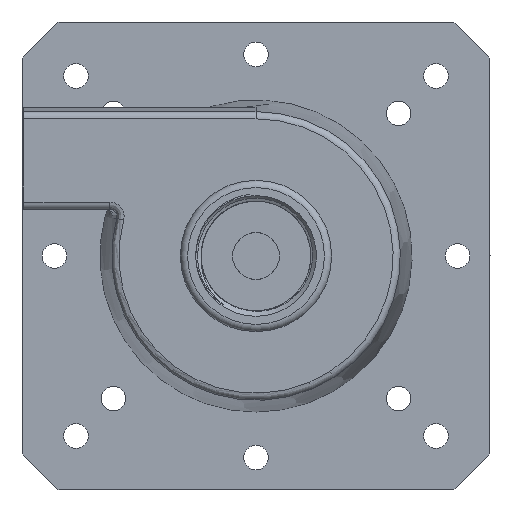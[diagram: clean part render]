
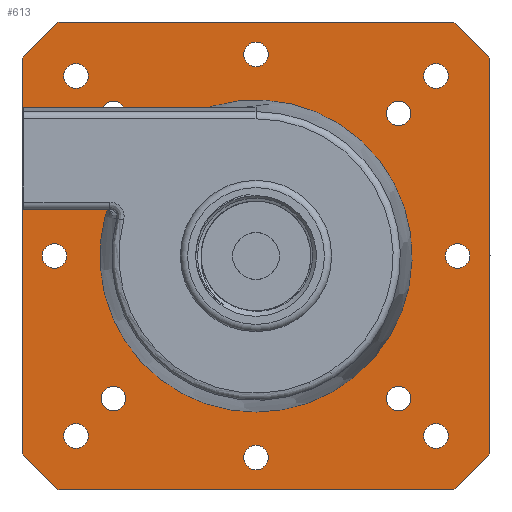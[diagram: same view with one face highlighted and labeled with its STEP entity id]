
A CAD part, left-side view. The second image highlights one B-rep face of the part: STEP entity #613.
In plain terms, the highlighted planar face has unit normal (-1, 0, 0).
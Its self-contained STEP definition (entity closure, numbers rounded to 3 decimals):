
#132=PLANE('',#2021);
#168=LINE('',#5743,#210);
#170=LINE('',#5747,#212);
#173=LINE('',#5753,#215);
#174=LINE('',#5755,#216);
#177=LINE('',#5761,#219);
#178=LINE('',#5763,#220);
#181=LINE('',#5769,#223);
#182=LINE('',#5771,#224);
#210=VECTOR('',#2354,1.);
#212=VECTOR('',#2358,1.);
#215=VECTOR('',#2363,1.);
#216=VECTOR('',#2366,1.);
#219=VECTOR('',#2371,1.);
#220=VECTOR('',#2374,1.);
#223=VECTOR('',#2379,1.);
#224=VECTOR('',#2382,1.);
#349=FACE_BOUND('',#864,.T.);
#350=FACE_BOUND('',#865,.T.);
#351=FACE_BOUND('',#866,.T.);
#352=FACE_BOUND('',#867,.T.);
#353=FACE_BOUND('',#868,.T.);
#354=FACE_BOUND('',#869,.T.);
#355=FACE_BOUND('',#870,.T.);
#356=FACE_BOUND('',#871,.T.);
#357=FACE_BOUND('',#872,.T.);
#358=FACE_BOUND('',#873,.T.);
#359=FACE_BOUND('',#874,.T.);
#360=FACE_BOUND('',#875,.T.);
#361=FACE_BOUND('',#876,.T.);
#362=FACE_BOUND('',#877,.T.);
#470=CIRCLE('',#1968,43.354);
#486=CIRCLE('',#1987,3.4);
#487=CIRCLE('',#1989,3.4);
#488=CIRCLE('',#1991,3.4);
#489=CIRCLE('',#1993,3.4);
#490=CIRCLE('',#1995,3.4);
#491=CIRCLE('',#1997,3.4);
#492=CIRCLE('',#1999,3.4);
#493=CIRCLE('',#2001,3.4);
#494=CIRCLE('',#2003,3.4);
#495=CIRCLE('',#2005,3.4);
#496=CIRCLE('',#2007,3.4);
#497=CIRCLE('',#2009,3.4);
#613=ADVANCED_FACE('',(#349,#350,#351,#352,#353,#354,#355,#356,#357,#358,
#359,#360,#361,#362),#132,.F.);
#864=EDGE_LOOP('',(#1265));
#865=EDGE_LOOP('',(#1266));
#866=EDGE_LOOP('',(#1267));
#867=EDGE_LOOP('',(#1268));
#868=EDGE_LOOP('',(#1269));
#869=EDGE_LOOP('',(#1270));
#870=EDGE_LOOP('',(#1271));
#871=EDGE_LOOP('',(#1272));
#872=EDGE_LOOP('',(#1273));
#873=EDGE_LOOP('',(#1274));
#874=EDGE_LOOP('',(#1275));
#875=EDGE_LOOP('',(#1276));
#876=EDGE_LOOP('',(#1277));
#877=EDGE_LOOP('',(#1278,#1279,#1280,#1281,#1282,#1283,#1284,#1285));
#1265=ORIENTED_EDGE('',*,*,#1724,.F.);
#1266=ORIENTED_EDGE('',*,*,#1725,.F.);
#1267=ORIENTED_EDGE('',*,*,#1726,.F.);
#1268=ORIENTED_EDGE('',*,*,#1727,.F.);
#1269=ORIENTED_EDGE('',*,*,#1728,.F.);
#1270=ORIENTED_EDGE('',*,*,#1729,.F.);
#1271=ORIENTED_EDGE('',*,*,#1730,.F.);
#1272=ORIENTED_EDGE('',*,*,#1731,.F.);
#1273=ORIENTED_EDGE('',*,*,#1732,.F.);
#1274=ORIENTED_EDGE('',*,*,#1733,.F.);
#1275=ORIENTED_EDGE('',*,*,#1734,.F.);
#1276=ORIENTED_EDGE('',*,*,#1735,.F.);
#1277=ORIENTED_EDGE('',*,*,#1698,.T.);
#1278=ORIENTED_EDGE('',*,*,#1752,.F.);
#1279=ORIENTED_EDGE('',*,*,#1738,.F.);
#1280=ORIENTED_EDGE('',*,*,#1740,.F.);
#1281=ORIENTED_EDGE('',*,*,#1743,.F.);
#1282=ORIENTED_EDGE('',*,*,#1744,.F.);
#1283=ORIENTED_EDGE('',*,*,#1747,.F.);
#1284=ORIENTED_EDGE('',*,*,#1748,.F.);
#1285=ORIENTED_EDGE('',*,*,#1751,.F.);
#1490=VERTEX_POINT('',#5639);
#1515=VERTEX_POINT('',#5703);
#1516=VERTEX_POINT('',#5706);
#1517=VERTEX_POINT('',#5709);
#1518=VERTEX_POINT('',#5712);
#1519=VERTEX_POINT('',#5715);
#1520=VERTEX_POINT('',#5718);
#1521=VERTEX_POINT('',#5721);
#1522=VERTEX_POINT('',#5724);
#1523=VERTEX_POINT('',#5727);
#1524=VERTEX_POINT('',#5730);
#1525=VERTEX_POINT('',#5733);
#1526=VERTEX_POINT('',#5736);
#1528=VERTEX_POINT('',#5742);
#1529=VERTEX_POINT('',#5744);
#1530=VERTEX_POINT('',#5748);
#1531=VERTEX_POINT('',#5752);
#1532=VERTEX_POINT('',#5756);
#1533=VERTEX_POINT('',#5760);
#1534=VERTEX_POINT('',#5764);
#1535=VERTEX_POINT('',#5768);
#1698=EDGE_CURVE('',#1490,#1490,#470,.T.);
#1724=EDGE_CURVE('',#1515,#1515,#486,.T.);
#1725=EDGE_CURVE('',#1516,#1516,#487,.T.);
#1726=EDGE_CURVE('',#1517,#1517,#488,.T.);
#1727=EDGE_CURVE('',#1518,#1518,#489,.T.);
#1728=EDGE_CURVE('',#1519,#1519,#490,.T.);
#1729=EDGE_CURVE('',#1520,#1520,#491,.T.);
#1730=EDGE_CURVE('',#1521,#1521,#492,.T.);
#1731=EDGE_CURVE('',#1522,#1522,#493,.T.);
#1732=EDGE_CURVE('',#1523,#1523,#494,.T.);
#1733=EDGE_CURVE('',#1524,#1524,#495,.T.);
#1734=EDGE_CURVE('',#1525,#1525,#496,.T.);
#1735=EDGE_CURVE('',#1526,#1526,#497,.T.);
#1738=EDGE_CURVE('',#1528,#1529,#168,.T.);
#1740=EDGE_CURVE('',#1530,#1528,#170,.T.);
#1743=EDGE_CURVE('',#1531,#1530,#173,.T.);
#1744=EDGE_CURVE('',#1532,#1531,#174,.T.);
#1747=EDGE_CURVE('',#1533,#1532,#177,.T.);
#1748=EDGE_CURVE('',#1534,#1533,#178,.T.);
#1751=EDGE_CURVE('',#1535,#1534,#181,.T.);
#1752=EDGE_CURVE('',#1529,#1535,#182,.T.);
#1968=AXIS2_PLACEMENT_3D('',#5638,#2255,#2256);
#1987=AXIS2_PLACEMENT_3D('',#5702,#2301,#2302);
#1989=AXIS2_PLACEMENT_3D('',#5705,#2305,#2306);
#1991=AXIS2_PLACEMENT_3D('',#5708,#2309,#2310);
#1993=AXIS2_PLACEMENT_3D('',#5711,#2313,#2314);
#1995=AXIS2_PLACEMENT_3D('',#5714,#2317,#2318);
#1997=AXIS2_PLACEMENT_3D('',#5717,#2321,#2322);
#1999=AXIS2_PLACEMENT_3D('',#5720,#2325,#2326);
#2001=AXIS2_PLACEMENT_3D('',#5723,#2329,#2330);
#2003=AXIS2_PLACEMENT_3D('',#5726,#2333,#2334);
#2005=AXIS2_PLACEMENT_3D('',#5729,#2337,#2338);
#2007=AXIS2_PLACEMENT_3D('',#5732,#2341,#2342);
#2009=AXIS2_PLACEMENT_3D('',#5735,#2345,#2346);
#2021=AXIS2_PLACEMENT_3D('',#5773,#2385,#2386);
#2255=DIRECTION('',(1.,0.,0.));
#2256=DIRECTION('',(0.,0.,-1.));
#2301=DIRECTION('',(-1.,0.,0.));
#2302=DIRECTION('',(0.,0.,-1.));
#2305=DIRECTION('',(-1.,0.,0.));
#2306=DIRECTION('',(0.,0.,-1.));
#2309=DIRECTION('',(-1.,0.,0.));
#2310=DIRECTION('',(0.,0.,-1.));
#2313=DIRECTION('',(-1.,0.,0.));
#2314=DIRECTION('',(0.,0.,-1.));
#2317=DIRECTION('',(-1.,0.,0.));
#2318=DIRECTION('',(0.,0.,-1.));
#2321=DIRECTION('',(-1.,0.,0.));
#2322=DIRECTION('',(0.,0.,-1.));
#2325=DIRECTION('',(-1.,0.,0.));
#2326=DIRECTION('',(0.,0.,-1.));
#2329=DIRECTION('',(-1.,0.,0.));
#2330=DIRECTION('',(0.,0.,-1.));
#2333=DIRECTION('',(-1.,0.,0.));
#2334=DIRECTION('',(0.,0.,-1.));
#2337=DIRECTION('',(-1.,0.,0.));
#2338=DIRECTION('',(0.,0.,-1.));
#2341=DIRECTION('',(-1.,0.,0.));
#2342=DIRECTION('',(0.,0.,-1.));
#2345=DIRECTION('',(-1.,0.,0.));
#2346=DIRECTION('',(0.,0.,-1.));
#2354=DIRECTION('',(0.,-0.707,0.707));
#2358=DIRECTION('',(0.,0.,1.));
#2363=DIRECTION('',(0.,0.707,0.707));
#2366=DIRECTION('',(0.,1.,0.));
#2371=DIRECTION('',(0.,0.707,-0.707));
#2374=DIRECTION('',(0.,0.,-1.));
#2379=DIRECTION('',(0.,-0.707,-0.707));
#2382=DIRECTION('',(0.,-1.,0.));
#2385=DIRECTION('',(1.,0.,0.));
#2386=DIRECTION('',(0.,0.,1.));
#5638=CARTESIAN_POINT('',(-12.478,127.,-240.461));
#5639=CARTESIAN_POINT('',(-12.478,127.,-283.815));
#5702=CARTESIAN_POINT('',(-12.478,177.,-190.461));
#5703=CARTESIAN_POINT('',(-12.478,177.,-193.861));
#5705=CARTESIAN_POINT('',(-12.478,77.,-190.461));
#5706=CARTESIAN_POINT('',(-12.478,77.,-193.861));
#5708=CARTESIAN_POINT('',(-12.478,77.,-290.461));
#5709=CARTESIAN_POINT('',(-12.478,77.,-293.861));
#5711=CARTESIAN_POINT('',(-12.478,177.,-290.461));
#5712=CARTESIAN_POINT('',(-12.478,177.,-293.861));
#5714=CARTESIAN_POINT('',(-12.478,87.402,-280.059));
#5715=CARTESIAN_POINT('',(-12.478,87.402,-283.459));
#5717=CARTESIAN_POINT('',(-12.478,71.,-240.461));
#5718=CARTESIAN_POINT('',(-12.478,71.,-243.861));
#5720=CARTESIAN_POINT('',(-12.478,87.402,-200.863));
#5721=CARTESIAN_POINT('',(-12.478,87.402,-204.263));
#5723=CARTESIAN_POINT('',(-12.478,127.,-184.461));
#5724=CARTESIAN_POINT('',(-12.478,127.,-187.861));
#5726=CARTESIAN_POINT('',(-12.478,166.598,-200.863));
#5727=CARTESIAN_POINT('',(-12.478,166.598,-204.263));
#5729=CARTESIAN_POINT('',(-12.478,183.,-240.461));
#5730=CARTESIAN_POINT('',(-12.478,183.,-243.861));
#5732=CARTESIAN_POINT('',(-12.478,166.598,-280.059));
#5733=CARTESIAN_POINT('',(-12.478,166.598,-283.459));
#5735=CARTESIAN_POINT('',(-12.478,127.,-296.461));
#5736=CARTESIAN_POINT('',(-12.478,127.,-299.861));
#5742=CARTESIAN_POINT('',(-12.478,192.,-185.461));
#5743=CARTESIAN_POINT('',(-12.478,187.,-180.461));
#5744=CARTESIAN_POINT('',(-12.478,182.,-175.461));
#5747=CARTESIAN_POINT('',(-12.478,192.,-240.461));
#5748=CARTESIAN_POINT('',(-12.478,192.,-295.461));
#5752=CARTESIAN_POINT('',(-12.478,182.,-305.461));
#5753=CARTESIAN_POINT('',(-12.478,187.,-300.461));
#5755=CARTESIAN_POINT('',(-12.478,127.,-305.461));
#5756=CARTESIAN_POINT('',(-12.478,72.,-305.461));
#5760=CARTESIAN_POINT('',(-12.478,62.,-295.461));
#5761=CARTESIAN_POINT('',(-12.478,67.,-300.461));
#5763=CARTESIAN_POINT('',(-12.478,62.,-240.461));
#5764=CARTESIAN_POINT('',(-12.478,62.,-185.461));
#5768=CARTESIAN_POINT('',(-12.478,72.,-175.461));
#5769=CARTESIAN_POINT('',(-12.478,67.,-180.461));
#5771=CARTESIAN_POINT('',(-12.478,127.,-175.461));
#5773=CARTESIAN_POINT('',(-12.478,127.,-240.461));
